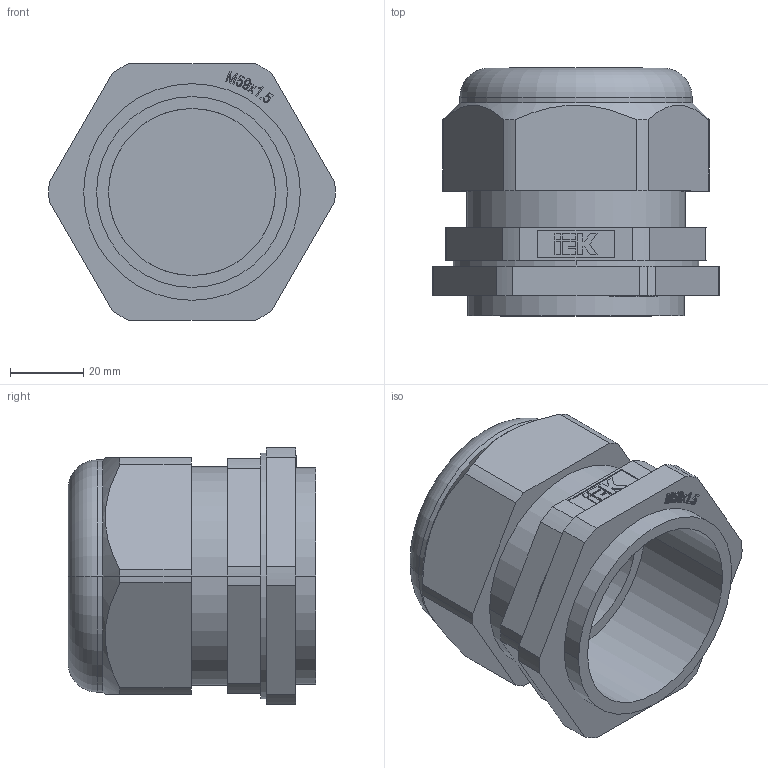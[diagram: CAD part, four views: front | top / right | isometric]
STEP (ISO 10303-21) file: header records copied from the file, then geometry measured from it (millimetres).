
FILE_DESCRIPTION (( 'STEP AP214' ), '1' );
FILE_NAME ('YSA20-44-48-54-K41 Ñàëüíèê PG 48 äèàìåòð ïðîâîäíèêà 36-44ìì IP54 ÈÝÊ.STEP', '2016-12-01T09:03:02', ( '' ), ( '' ), 'SwSTEP 2.0', 'SolidWorks 2014', '' );
FILE_SCHEMA (( 'AUTOMOTIVE_DESIGN' ));
Length unit declared in the file: millimetre
Products named in the file (1): YSA20-44-48-54-K41 Ñàëüíèê PG 48 äèàìåòð ïðîâîäíèêà 36-44ìì IP54 ÈÝÊ
Bounding box: 77.98 x 67.5 x 70 mm (x, y, z)
Volume: 94474.1 mm3; surface area: 60424 mm2
Topology: 5 solids, 5 shells, 418 faces, 1127 edges, 748 vertices
Faces by surface type: plane 274, bspline 62, cylinder 49, cone 29, torus 4
Entity records: 16885 total; most frequent: CARTESIAN_POINT 6693, ORIENTED_EDGE 2254, DIRECTION 1843, EDGE_CURVE 1127, VERTEX_POINT 748, LINE 671, VECTOR 671, AXIS2_PLACEMENT_3D 586
